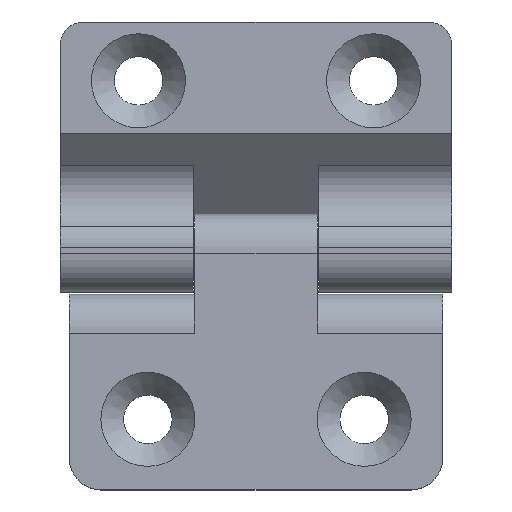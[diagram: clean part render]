
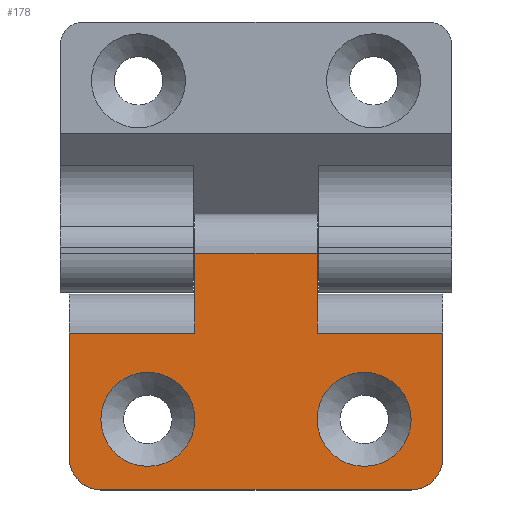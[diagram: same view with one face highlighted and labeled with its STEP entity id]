
A CAD part, top view. The second image highlights one B-rep face of the part: STEP entity #178.
In plain terms, the highlighted planar face has unit normal (0, 0, 1).
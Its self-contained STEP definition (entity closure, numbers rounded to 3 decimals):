
#42=CARTESIAN_POINT('',(39.8,-19.5,7.));
#43=VERTEX_POINT('',#42);
#50=CARTESIAN_POINT('',(0.2,-19.5,7.));
#51=VERTEX_POINT('',#50);
#52=CARTESIAN_POINT('',(0.2,-19.5,7.));
#53=DIRECTION('',(1.,-0.,-0.));
#54=VECTOR('',#53,39.6);
#55=LINE('',#52,#54);
#56=EDGE_CURVE('',#51,#43,#55,.T.);
#67=CARTESIAN_POINT('',(40.,27.2,7.));
#68=DIRECTION('',(0.,0.,1.));
#69=DIRECTION('',(-1.,0.,0.));
#70=AXIS2_PLACEMENT_3D('',#67,#68,#69);
#71=PLANE('',#70);
#72=CARTESIAN_POINT('',(6.2,-4.5,7.));
#73=VERTEX_POINT('',#72);
#74=CARTESIAN_POINT('',(0.2,-10.5,7.));
#75=VERTEX_POINT('',#74);
#76=CARTESIAN_POINT('',(6.2,-10.5,7.));
#77=DIRECTION('',(-0.,-0.,-1.));
#78=DIRECTION('',(0.,1.,-0.));
#79=AXIS2_PLACEMENT_3D('',#76,#77,#78);
#80=CIRCLE('',#79,6.);
#81=EDGE_CURVE('',#73,#75,#80,.T.);
#82=ORIENTED_EDGE('',*,*,#81,.T.);
#83=CARTESIAN_POINT('',(6.2,-10.5,7.));
#84=DIRECTION('',(-0.,-0.,-1.));
#85=DIRECTION('',(0.,1.,-0.));
#86=AXIS2_PLACEMENT_3D('',#83,#84,#85);
#87=CIRCLE('',#86,6.);
#88=EDGE_CURVE('',#75,#73,#87,.T.);
#89=ORIENTED_EDGE('',*,*,#88,.T.);
#90=EDGE_LOOP('',(#82,#89));
#91=FACE_BOUND('',#90,.T.);
#92=CARTESIAN_POINT('',(33.8,-4.5,7.));
#93=VERTEX_POINT('',#92);
#94=CARTESIAN_POINT('',(33.8,-10.5,7.));
#95=DIRECTION('',(-0.,-0.,-1.));
#96=DIRECTION('',(0.,1.,-0.));
#97=AXIS2_PLACEMENT_3D('',#94,#95,#96);
#98=CIRCLE('',#97,6.);
#99=EDGE_CURVE('',#93,#93,#98,.T.);
#100=ORIENTED_EDGE('',*,*,#99,.T.);
#101=EDGE_LOOP('',(#100));
#102=FACE_BOUND('',#101,.T.);
#103=ORIENTED_EDGE('',*,*,#56,.T.);
#104=CARTESIAN_POINT('',(43.8,-15.5,7.));
#105=VERTEX_POINT('',#104);
#106=CARTESIAN_POINT('',(39.8,-15.5,7.));
#107=DIRECTION('',(0.,0.,1.));
#108=DIRECTION('',(-1.,0.,0.));
#109=AXIS2_PLACEMENT_3D('',#106,#107,#108);
#110=CIRCLE('',#109,4.);
#111=EDGE_CURVE('',#43,#105,#110,.T.);
#112=ORIENTED_EDGE('',*,*,#111,.T.);
#113=CARTESIAN_POINT('',(43.8,0.5,7.));
#114=VERTEX_POINT('',#113);
#115=CARTESIAN_POINT('',(43.8,0.5,7.));
#116=DIRECTION('',(-0.,-1.,0.));
#117=VECTOR('',#116,16.);
#118=LINE('',#115,#117);
#119=EDGE_CURVE('',#114,#105,#118,.T.);
#120=ORIENTED_EDGE('',*,*,#119,.F.);
#121=CARTESIAN_POINT('',(27.8,0.5,7.));
#122=VERTEX_POINT('',#121);
#123=CARTESIAN_POINT('',(43.8,0.5,7.));
#124=DIRECTION('',(-1.,0.,0.));
#125=VECTOR('',#124,16.);
#126=LINE('',#123,#125);
#127=EDGE_CURVE('',#114,#122,#126,.T.);
#128=ORIENTED_EDGE('',*,*,#127,.T.);
#129=CARTESIAN_POINT('',(27.8,10.7,7.));
#130=VERTEX_POINT('',#129);
#131=CARTESIAN_POINT('',(27.8,0.5,7.));
#132=DIRECTION('',(0.,1.,-0.));
#133=VECTOR('',#132,10.2);
#134=LINE('',#131,#133);
#135=EDGE_CURVE('',#122,#130,#134,.T.);
#136=ORIENTED_EDGE('',*,*,#135,.T.);
#137=CARTESIAN_POINT('',(12.2,10.7,7.));
#138=VERTEX_POINT('',#137);
#139=CARTESIAN_POINT('',(27.8,10.7,7.));
#140=DIRECTION('',(-1.,0.,0.));
#141=VECTOR('',#140,15.6);
#142=LINE('',#139,#141);
#143=EDGE_CURVE('',#130,#138,#142,.T.);
#144=ORIENTED_EDGE('',*,*,#143,.T.);
#145=CARTESIAN_POINT('',(12.2,0.5,7.));
#146=VERTEX_POINT('',#145);
#147=CARTESIAN_POINT('',(12.2,0.5,7.));
#148=DIRECTION('',(0.,1.,-0.));
#149=VECTOR('',#148,10.2);
#150=LINE('',#147,#149);
#151=EDGE_CURVE('',#146,#138,#150,.T.);
#152=ORIENTED_EDGE('',*,*,#151,.F.);
#153=CARTESIAN_POINT('',(-3.8,0.5,7.));
#154=VERTEX_POINT('',#153);
#155=CARTESIAN_POINT('',(12.2,0.5,7.));
#156=DIRECTION('',(-1.,0.,0.));
#157=VECTOR('',#156,16.);
#158=LINE('',#155,#157);
#159=EDGE_CURVE('',#146,#154,#158,.T.);
#160=ORIENTED_EDGE('',*,*,#159,.T.);
#161=CARTESIAN_POINT('',(-3.8,-15.5,7.));
#162=VERTEX_POINT('',#161);
#163=CARTESIAN_POINT('',(-3.8,-15.5,7.));
#164=DIRECTION('',(0.,1.,-0.));
#165=VECTOR('',#164,16.);
#166=LINE('',#163,#165);
#167=EDGE_CURVE('',#162,#154,#166,.T.);
#168=ORIENTED_EDGE('',*,*,#167,.F.);
#169=CARTESIAN_POINT('',(0.2,-15.5,7.));
#170=DIRECTION('',(0.,0.,1.));
#171=DIRECTION('',(-1.,0.,0.));
#172=AXIS2_PLACEMENT_3D('',#169,#170,#171);
#173=CIRCLE('',#172,4.);
#174=EDGE_CURVE('',#162,#51,#173,.T.);
#175=ORIENTED_EDGE('',*,*,#174,.T.);
#176=EDGE_LOOP('',(#103,#112,#120,#128,#136,#144,#152,#160,#168,#175));
#177=FACE_BOUND('',#176,.T.);
#178=ADVANCED_FACE('',(#91,#102,#177),#71,.T.);
